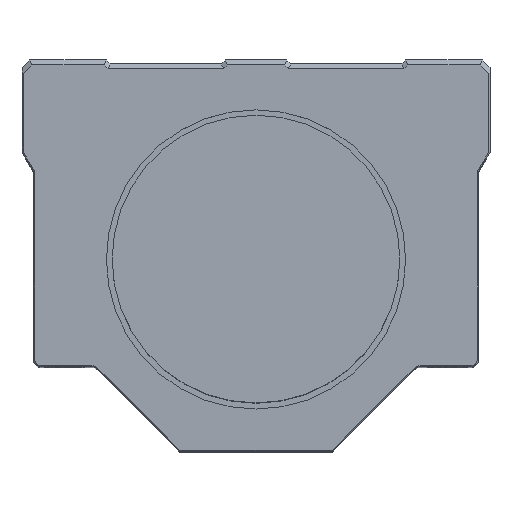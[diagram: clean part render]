
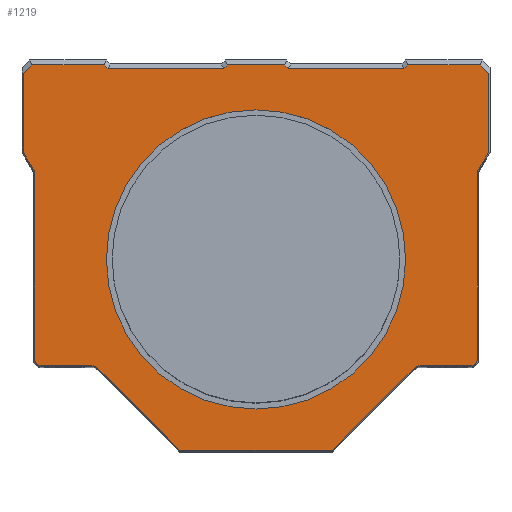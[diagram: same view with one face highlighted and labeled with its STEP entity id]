
A CAD part, top view. The second image highlights one B-rep face of the part: STEP entity #1219.
In plain terms, the highlighted planar face has unit normal (0, 0, 1).
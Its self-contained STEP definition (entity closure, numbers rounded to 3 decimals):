
#643=CARTESIAN_POINT('',(60.7,48.462,55.0));
#644=VERTEX_POINT('',#643);
#651=CARTESIAN_POINT('',(60.7,28.08,55.0));
#652=VERTEX_POINT('',#651);
#653=CARTESIAN_POINT('',(60.7,48.462,55.0));
#654=DIRECTION('',(0.0,-1.0,0.0));
#655=VECTOR('',#654,20.381);
#656=LINE('',#653,#655);
#657=EDGE_CURVE('',#644,#652,#656,.T.);
#690=CARTESIAN_POINT('',(57.7,22.884,55.0));
#691=VERTEX_POINT('',#690);
#692=CARTESIAN_POINT('',(60.7,28.08,55.0));
#693=DIRECTION('',(-0.5,-0.866,0.0));
#694=VECTOR('',#693,6.);
#695=LINE('',#692,#694);
#696=EDGE_CURVE('',#652,#691,#695,.T.);
#712=CARTESIAN_POINT('',(57.7,-26.,55.0));
#713=VERTEX_POINT('',#712);
#729=CARTESIAN_POINT('',(57.7,22.884,55.0));
#730=DIRECTION('',(0.0,-1.0,0.0));
#731=VECTOR('',#730,48.884);
#732=LINE('',#729,#731);
#733=EDGE_CURVE('',#691,#713,#732,.T.);
#743=CARTESIAN_POINT('',(56.,-27.7,55.0));
#744=VERTEX_POINT('',#743);
#759=CARTESIAN_POINT('',(56.,-26.,55.0));
#760=DIRECTION('',(0.0,0.0,-1.0));
#761=DIRECTION('',(0.0,-1.0,0.0));
#762=AXIS2_PLACEMENT_3D('',#759,#760,#761);
#763=CIRCLE('',#762,1.7);
#764=EDGE_CURVE('',#713,#744,#763,.T.);
#774=CARTESIAN_POINT('',(42.828,-27.7,55.0));
#775=VERTEX_POINT('',#774);
#784=CARTESIAN_POINT('',(56.,-27.7,55.0));
#785=DIRECTION('',(-1.0,0.0,0.0));
#786=VECTOR('',#785,13.172);
#787=LINE('',#784,#786);
#788=EDGE_CURVE('',#744,#775,#787,.T.);
#798=CARTESIAN_POINT('',(41.202,-28.374,55.0));
#799=VERTEX_POINT('',#798);
#816=CARTESIAN_POINT('',(42.828,-30.0,55.0));
#817=DIRECTION('',(0.0,0.0,1.0));
#818=DIRECTION('',(0.0,1.0,0.0));
#819=AXIS2_PLACEMENT_3D('',#816,#817,#818);
#820=CIRCLE('',#819,2.3);
#821=EDGE_CURVE('',#775,#799,#820,.T.);
#840=CARTESIAN_POINT('',(19.876,-49.7,55.0));
#841=VERTEX_POINT('',#840);
#842=CARTESIAN_POINT('',(41.202,-28.374,55.0));
#843=DIRECTION('',(-0.707,-0.707,0.0));
#844=VECTOR('',#843,30.16);
#845=LINE('',#842,#844);
#846=EDGE_CURVE('',#799,#841,#845,.T.);
#862=CARTESIAN_POINT('',(-19.876,-49.7,55.0));
#863=VERTEX_POINT('',#862);
#864=CARTESIAN_POINT('',(19.876,-49.7,55.0));
#865=DIRECTION('',(-1.0,0.0,0.0));
#866=VECTOR('',#865,39.751);
#867=LINE('',#864,#866);
#868=EDGE_CURVE('',#841,#863,#867,.T.);
#893=CARTESIAN_POINT('',(-41.202,-28.374,55.0));
#894=VERTEX_POINT('',#893);
#910=CARTESIAN_POINT('',(-19.876,-49.7,55.0));
#911=DIRECTION('',(-0.707,0.707,0.0));
#912=VECTOR('',#911,30.16);
#913=LINE('',#910,#912);
#914=EDGE_CURVE('',#863,#894,#913,.T.);
#924=CARTESIAN_POINT('',(-42.828,-27.7,55.0));
#925=VERTEX_POINT('',#924);
#940=CARTESIAN_POINT('',(-42.828,-30.0,55.0));
#941=DIRECTION('',(0.0,0.0,1.0));
#942=DIRECTION('',(0.707,0.707,0.0));
#943=AXIS2_PLACEMENT_3D('',#940,#941,#942);
#944=CIRCLE('',#943,2.3);
#945=EDGE_CURVE('',#894,#925,#944,.T.);
#955=CARTESIAN_POINT('',(-56.,-27.7,55.0));
#956=VERTEX_POINT('',#955);
#965=CARTESIAN_POINT('',(-42.828,-27.7,55.0));
#966=DIRECTION('',(-1.0,0.0,0.0));
#967=VECTOR('',#966,13.172);
#968=LINE('',#965,#967);
#969=EDGE_CURVE('',#925,#956,#968,.T.);
#979=CARTESIAN_POINT('',(-57.7,-26.,55.0));
#980=VERTEX_POINT('',#979);
#997=CARTESIAN_POINT('',(-56.,-26.,55.0));
#998=DIRECTION('',(0.0,0.0,-1.0));
#999=DIRECTION('',(-1.0,0.0,0.0));
#1000=AXIS2_PLACEMENT_3D('',#997,#998,#999);
#1001=CIRCLE('',#1000,1.7);
#1002=EDGE_CURVE('',#956,#980,#1001,.T.);
#1021=CARTESIAN_POINT('',(-57.7,22.884,55.0));
#1022=VERTEX_POINT('',#1021);
#1023=CARTESIAN_POINT('',(-57.7,-26.0,55.0));
#1024=DIRECTION('',(0.0,1.0,0.0));
#1025=VECTOR('',#1024,48.884);
#1026=LINE('',#1023,#1025);
#1027=EDGE_CURVE('',#980,#1022,#1026,.T.);
#1043=CARTESIAN_POINT('',(-60.7,28.08,55.0));
#1044=VERTEX_POINT('',#1043);
#1045=CARTESIAN_POINT('',(-57.7,22.884,55.0));
#1046=DIRECTION('',(-0.5,0.866,0.0));
#1047=VECTOR('',#1046,6.);
#1048=LINE('',#1045,#1047);
#1049=EDGE_CURVE('',#1022,#1044,#1048,.T.);
#1074=CARTESIAN_POINT('',(-60.7,48.462,55.0));
#1075=VERTEX_POINT('',#1074);
#1091=CARTESIAN_POINT('',(-60.7,28.08,55.0));
#1092=DIRECTION('',(0.0,1.0,0.0));
#1093=VECTOR('',#1092,20.381);
#1094=LINE('',#1091,#1093);
#1095=EDGE_CURVE('',#1044,#1075,#1094,.T.);
#1100=CARTESIAN_POINT('',(0.,7.33,55.0));
#1101=DIRECTION('',(0.0,0.0,1.0));
#1102=DIRECTION('',(1.0,0.0,0.0));
#1103=AXIS2_PLACEMENT_3D('',#1100,#1101,#1102);
#1104=PLANE('',#1103);
#1105=ORIENTED_EDGE('',*,*,#1095,.F.);
#1106=ORIENTED_EDGE('',*,*,#1049,.F.);
#1107=ORIENTED_EDGE('',*,*,#1027,.F.);
#1108=ORIENTED_EDGE('',*,*,#1002,.F.);
#1109=ORIENTED_EDGE('',*,*,#969,.F.);
#1110=ORIENTED_EDGE('',*,*,#945,.F.);
#1111=ORIENTED_EDGE('',*,*,#914,.F.);
#1112=ORIENTED_EDGE('',*,*,#868,.F.);
#1113=ORIENTED_EDGE('',*,*,#846,.F.);
#1114=ORIENTED_EDGE('',*,*,#821,.F.);
#1115=ORIENTED_EDGE('',*,*,#788,.F.);
#1116=ORIENTED_EDGE('',*,*,#764,.F.);
#1117=ORIENTED_EDGE('',*,*,#733,.F.);
#1118=ORIENTED_EDGE('',*,*,#696,.F.);
#1119=ORIENTED_EDGE('',*,*,#657,.F.);
#1120=CARTESIAN_POINT('',(58.462,50.7,55.0));
#1121=VERTEX_POINT('',#1120);
#1122=CARTESIAN_POINT('',(58.462,50.7,55.0));
#1123=DIRECTION('',(0.707,-0.707,0.0));
#1124=VECTOR('',#1123,3.166);
#1125=LINE('',#1122,#1124);
#1126=EDGE_CURVE('',#1121,#644,#1125,.T.);
#1127=ORIENTED_EDGE('',*,*,#1126,.F.);
#1128=CARTESIAN_POINT('',(39.538,50.7,55.0));
#1129=VERTEX_POINT('',#1128);
#1130=CARTESIAN_POINT('',(39.538,50.7,55.0));
#1131=DIRECTION('',(1.0,0.0,0.0));
#1132=VECTOR('',#1131,18.923);
#1133=LINE('',#1130,#1132);
#1134=EDGE_CURVE('',#1129,#1121,#1133,.T.);
#1135=ORIENTED_EDGE('',*,*,#1134,.F.);
#1136=CARTESIAN_POINT('',(38.538,49.7,55.0));
#1137=VERTEX_POINT('',#1136);
#1138=CARTESIAN_POINT('',(38.538,49.7,55.0));
#1139=DIRECTION('',(0.707,0.707,0.0));
#1140=VECTOR('',#1139,1.414);
#1141=LINE('',#1138,#1140);
#1142=EDGE_CURVE('',#1137,#1129,#1141,.T.);
#1143=ORIENTED_EDGE('',*,*,#1142,.F.);
#1144=CARTESIAN_POINT('',(8.462,49.7,55.0));
#1145=VERTEX_POINT('',#1144);
#1146=CARTESIAN_POINT('',(8.462,49.7,55.0));
#1147=DIRECTION('',(1.0,0.0,0.0));
#1148=VECTOR('',#1147,30.077);
#1149=LINE('',#1146,#1148);
#1150=EDGE_CURVE('',#1145,#1137,#1149,.T.);
#1151=ORIENTED_EDGE('',*,*,#1150,.F.);
#1152=CARTESIAN_POINT('',(7.462,50.7,55.0));
#1153=VERTEX_POINT('',#1152);
#1154=CARTESIAN_POINT('',(7.462,50.7,55.0));
#1155=DIRECTION('',(0.707,-0.707,0.0));
#1156=VECTOR('',#1155,1.414);
#1157=LINE('',#1154,#1156);
#1158=EDGE_CURVE('',#1153,#1145,#1157,.T.);
#1159=ORIENTED_EDGE('',*,*,#1158,.F.);
#1160=CARTESIAN_POINT('',(-7.462,50.7,55.0));
#1161=VERTEX_POINT('',#1160);
#1162=CARTESIAN_POINT('',(-7.462,50.7,55.0));
#1163=DIRECTION('',(1.0,0.0,0.0));
#1164=VECTOR('',#1163,14.923);
#1165=LINE('',#1162,#1164);
#1166=EDGE_CURVE('',#1161,#1153,#1165,.T.);
#1167=ORIENTED_EDGE('',*,*,#1166,.F.);
#1168=CARTESIAN_POINT('',(-8.462,49.7,55.0));
#1169=VERTEX_POINT('',#1168);
#1170=CARTESIAN_POINT('',(-8.462,49.7,55.0));
#1171=DIRECTION('',(0.707,0.707,0.0));
#1172=VECTOR('',#1171,1.414);
#1173=LINE('',#1170,#1172);
#1174=EDGE_CURVE('',#1169,#1161,#1173,.T.);
#1175=ORIENTED_EDGE('',*,*,#1174,.F.);
#1176=CARTESIAN_POINT('',(-38.538,49.7,55.0));
#1177=VERTEX_POINT('',#1176);
#1178=CARTESIAN_POINT('',(-38.538,49.7,55.0));
#1179=DIRECTION('',(1.0,0.0,0.0));
#1180=VECTOR('',#1179,30.077);
#1181=LINE('',#1178,#1180);
#1182=EDGE_CURVE('',#1177,#1169,#1181,.T.);
#1183=ORIENTED_EDGE('',*,*,#1182,.F.);
#1184=CARTESIAN_POINT('',(-39.538,50.7,55.0));
#1185=VERTEX_POINT('',#1184);
#1186=CARTESIAN_POINT('',(-39.538,50.7,55.0));
#1187=DIRECTION('',(0.707,-0.707,0.0));
#1188=VECTOR('',#1187,1.414);
#1189=LINE('',#1186,#1188);
#1190=EDGE_CURVE('',#1185,#1177,#1189,.T.);
#1191=ORIENTED_EDGE('',*,*,#1190,.F.);
#1192=CARTESIAN_POINT('',(-58.462,50.7,55.0));
#1193=VERTEX_POINT('',#1192);
#1194=CARTESIAN_POINT('',(-58.462,50.7,55.0));
#1195=DIRECTION('',(1.0,0.0,0.0));
#1196=VECTOR('',#1195,18.923);
#1197=LINE('',#1194,#1196);
#1198=EDGE_CURVE('',#1193,#1185,#1197,.T.);
#1199=ORIENTED_EDGE('',*,*,#1198,.F.);
#1200=CARTESIAN_POINT('',(-60.7,48.462,55.0));
#1201=DIRECTION('',(0.707,0.707,0.0));
#1202=VECTOR('',#1201,3.166);
#1203=LINE('',#1200,#1202);
#1204=EDGE_CURVE('',#1075,#1193,#1203,.T.);
#1205=ORIENTED_EDGE('',*,*,#1204,.F.);
#1206=EDGE_LOOP('',(#1105,#1106,#1107,#1108,#1109,#1110,#1111,#1112,#1113,#1114,#1115,#1116,#1117,#1118,#1119,#1127,#1135,#1143,#1151,#1159,#1167,#1175,#1183,#1191,#1199,#1205));
#1207=FACE_OUTER_BOUND('',#1206,.T.);
#1208=CARTESIAN_POINT('',(39.0,0.0,55.));
#1209=VERTEX_POINT('',#1208);
#1210=CARTESIAN_POINT('',(0.0,0.0,55.0));
#1211=DIRECTION('',(0.0,0.0,-1.0));
#1212=DIRECTION('',(1.0,0.0,0.0));
#1213=AXIS2_PLACEMENT_3D('',#1210,#1211,#1212);
#1214=CIRCLE('',#1213,39.0);
#1215=EDGE_CURVE('',#1209,#1209,#1214,.T.);
#1216=ORIENTED_EDGE('',*,*,#1215,.T.);
#1217=EDGE_LOOP('',(#1216));
#1218=FACE_BOUND('',#1217,.T.);
#1219=ADVANCED_FACE('',(#1207,#1218),#1104,.T.);
